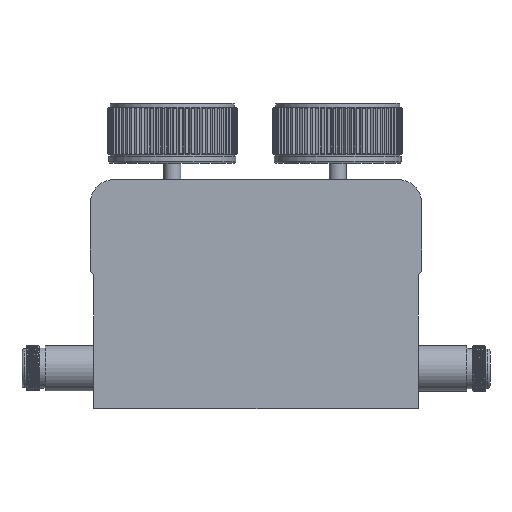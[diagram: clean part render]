
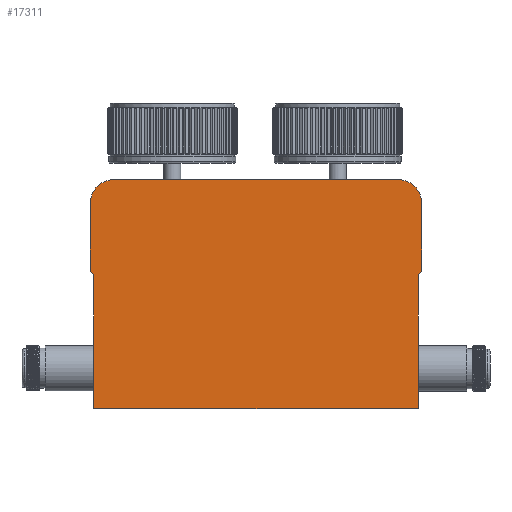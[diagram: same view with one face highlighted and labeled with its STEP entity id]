
A CAD part, front view. The second image highlights one B-rep face of the part: STEP entity #17311.
In plain terms, the highlighted planar face has unit normal (0, -1, 0).
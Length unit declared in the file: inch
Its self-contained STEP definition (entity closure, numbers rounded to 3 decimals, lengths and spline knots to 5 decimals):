
#67 = VECTOR ( 'NONE', #2995, 39.37008 ) ;
#792 = CARTESIAN_POINT ( 'NONE',  ( -2.21469, -1.63386, -1.83071 ) ) ;
#918 = VERTEX_POINT ( 'NONE', #6486 ) ;
#1112 = ORIENTED_EDGE ( 'NONE', *, *, #6164, .F. ) ;
#1292 = DIRECTION ( 'NONE',  ( 0., 0., 1. ) ) ;
#1431 = CARTESIAN_POINT ( 'NONE',  ( 2.21469, -1.63386, 0. ) ) ;
#1435 = ORIENTED_EDGE ( 'NONE', *, *, #6380, .F. ) ;
#1627 = VERTEX_POINT ( 'NONE', #6835 ) ;
#1651 = ORIENTED_EDGE ( 'NONE', *, *, #19604, .F. ) ;
#2085 = CARTESIAN_POINT ( 'NONE',  ( 1.94882, -1.63386, 1.29921 ) ) ;
#2164 = CARTESIAN_POINT ( 'NONE',  ( -2.21469, -1.63386, -1.83071 ) ) ;
#2166 = ORIENTED_EDGE ( 'NONE', *, *, #18942, .F. ) ;
#2213 = EDGE_LOOP ( 'NONE', ( #2166, #2580, #2602, #1435, #1651, #8276, #4420, #18692, #1112, #18409 ) ) ;
#2341 = CARTESIAN_POINT ( 'NONE',  ( -2.26378, -1.63386, 0.04909 ) ) ;
#2580 = ORIENTED_EDGE ( 'NONE', *, *, #15702, .T. ) ;
#2602 = ORIENTED_EDGE ( 'NONE', *, *, #16180, .F. ) ;
#2621 = VECTOR ( 'NONE', #14972, 39.37008 ) ;
#2891 = DIRECTION ( 'NONE',  ( 0., 0., 1. ) ) ;
#2923 = VERTEX_POINT ( 'NONE', #2085 ) ;
#2995 = DIRECTION ( 'NONE',  ( -0.707, 0., -0.707 ) ) ;
#3279 = DIRECTION ( 'NONE',  ( 0., 0., 1. ) ) ;
#4420 = ORIENTED_EDGE ( 'NONE', *, *, #9890, .F. ) ;
#4671 = VERTEX_POINT ( 'NONE', #21147 ) ;
#4985 = DIRECTION ( 'NONE',  ( 0., -1., 0. ) ) ;
#5265 = AXIS2_PLACEMENT_3D ( 'NONE', #22504, #8250, #3279 ) ;
#6094 = DIRECTION ( 'NONE',  ( 0., 0., 1. ) ) ;
#6164 = EDGE_CURVE ( 'NONE', #13067, #4671, #18562, .T. ) ;
#6380 = EDGE_CURVE ( 'NONE', #918, #14759, #20621, .T. ) ;
#6486 = CARTESIAN_POINT ( 'NONE',  ( -2.21469, -1.63386, 0. ) ) ;
#6835 = CARTESIAN_POINT ( 'NONE',  ( -1.94882, -1.63386, 1.29921 ) ) ;
#6844 = LINE ( 'NONE', #13611, #12505 ) ;
#6862 = DIRECTION ( 'NONE',  ( 0., 1., 0. ) ) ;
#7423 = CIRCLE ( 'NONE', #14047, 0.31496 ) ;
#8186 = CARTESIAN_POINT ( 'NONE',  ( 2.21469, -1.63386, 0. ) ) ;
#8250 = DIRECTION ( 'NONE',  ( 0., -1., 0. ) ) ;
#8276 = ORIENTED_EDGE ( 'NONE', *, *, #14944, .F. ) ;
#8355 = CARTESIAN_POINT ( 'NONE',  ( -2.26378, -1.63386, 0.98425 ) ) ;
#8402 = LINE ( 'NONE', #8186, #67 ) ;
#8593 = FACE_OUTER_BOUND ( 'NONE', #2213, .T. ) ;
#9538 = DIRECTION ( 'NONE',  ( 0., 0., -1. ) ) ;
#9784 = CARTESIAN_POINT ( 'NONE',  ( -2.21469, -1.63386, 0. ) ) ;
#9890 = EDGE_CURVE ( 'NONE', #10928, #20544, #11254, .T. ) ;
#10574 = DIRECTION ( 'NONE',  ( -1., 0., 0. ) ) ;
#10928 = VERTEX_POINT ( 'NONE', #1431 ) ;
#11224 = CARTESIAN_POINT ( 'NONE',  ( -2.21469, -1.63386, -1.83071 ) ) ;
#11254 = LINE ( 'NONE', #16324, #21542 ) ;
#11292 = CARTESIAN_POINT ( 'NONE',  ( 2.26378, -1.63386, 0.04909 ) ) ;
#12505 = VECTOR ( 'NONE', #20779, 39.37008 ) ;
#12911 = LINE ( 'NONE', #2341, #16442 ) ;
#13067 = VERTEX_POINT ( 'NONE', #18455 ) ;
#13466 = EDGE_CURVE ( 'NONE', #4671, #10928, #8402, .T. ) ;
#13611 = CARTESIAN_POINT ( 'NONE',  ( -2.26378, -1.63386, 1.29921 ) ) ;
#13861 = DIRECTION ( 'NONE',  ( 0., 0., 1. ) ) ;
#14047 = AXIS2_PLACEMENT_3D ( 'NONE', #17052, #4985, #2891 ) ;
#14759 = VERTEX_POINT ( 'NONE', #20287 ) ;
#14944 = EDGE_CURVE ( 'NONE', #20544, #20068, #19584, .T. ) ;
#14972 = DIRECTION ( 'NONE',  ( 0., 0., -1. ) ) ;
#15128 = VECTOR ( 'NONE', #10574, 39.37008 ) ;
#15527 = VECTOR ( 'NONE', #18774, 39.37008 ) ;
#15593 = CARTESIAN_POINT ( 'NONE',  ( 0., -1.63386, 0. ) ) ;
#15655 = VERTEX_POINT ( 'NONE', #8355 ) ;
#15702 = EDGE_CURVE ( 'NONE', #1627, #15655, #15892, .T. ) ;
#15892 = CIRCLE ( 'NONE', #5265, 0.31496 ) ;
#16180 = EDGE_CURVE ( 'NONE', #14759, #15655, #12911, .T. ) ;
#16321 = LINE ( 'NONE', #792, #19176 ) ;
#16324 = CARTESIAN_POINT ( 'NONE',  ( 2.21469, -1.63386, -1.83071 ) ) ;
#16434 = CARTESIAN_POINT ( 'NONE',  ( 2.21469, -1.63386, -1.83071 ) ) ;
#16442 = VECTOR ( 'NONE', #1292, 39.37008 ) ;
#17052 = CARTESIAN_POINT ( 'NONE',  ( 1.94882, -1.63386, 0.98425 ) ) ;
#17311 = ADVANCED_FACE ( 'NONE', ( #8593 ), #19302, .F. ) ;
#18409 = ORIENTED_EDGE ( 'NONE', *, *, #20342, .T. ) ;
#18455 = CARTESIAN_POINT ( 'NONE',  ( 2.26378, -1.63386, 0.98425 ) ) ;
#18562 = LINE ( 'NONE', #11292, #2621 ) ;
#18692 = ORIENTED_EDGE ( 'NONE', *, *, #13466, .F. ) ;
#18774 = DIRECTION ( 'NONE',  ( -0.707, 0., 0.707 ) ) ;
#18942 = EDGE_CURVE ( 'NONE', #1627, #2923, #6844, .T. ) ;
#19176 = VECTOR ( 'NONE', #6094, 39.37008 ) ;
#19302 = PLANE ( 'NONE',  #21620 ) ;
#19584 = LINE ( 'NONE', #2164, #15128 ) ;
#19604 = EDGE_CURVE ( 'NONE', #20068, #918, #16321, .T. ) ;
#20068 = VERTEX_POINT ( 'NONE', #11224 ) ;
#20287 = CARTESIAN_POINT ( 'NONE',  ( -2.26378, -1.63386, 0.04909 ) ) ;
#20342 = EDGE_CURVE ( 'NONE', #13067, #2923, #7423, .T. ) ;
#20544 = VERTEX_POINT ( 'NONE', #16434 ) ;
#20621 = LINE ( 'NONE', #9784, #15527 ) ;
#20779 = DIRECTION ( 'NONE',  ( 1., 0., 0. ) ) ;
#21147 = CARTESIAN_POINT ( 'NONE',  ( 2.26378, -1.63386, 0.04909 ) ) ;
#21542 = VECTOR ( 'NONE', #9538, 39.37008 ) ;
#21620 = AXIS2_PLACEMENT_3D ( 'NONE', #15593, #6862, #13861 ) ;
#22504 = CARTESIAN_POINT ( 'NONE',  ( -1.94882, -1.63386, 0.98425 ) ) ;
